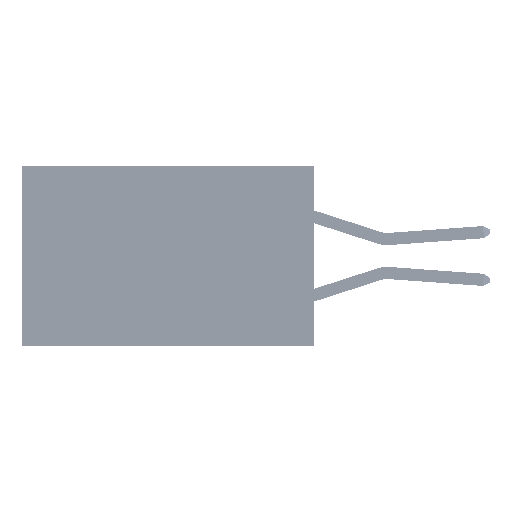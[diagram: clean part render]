
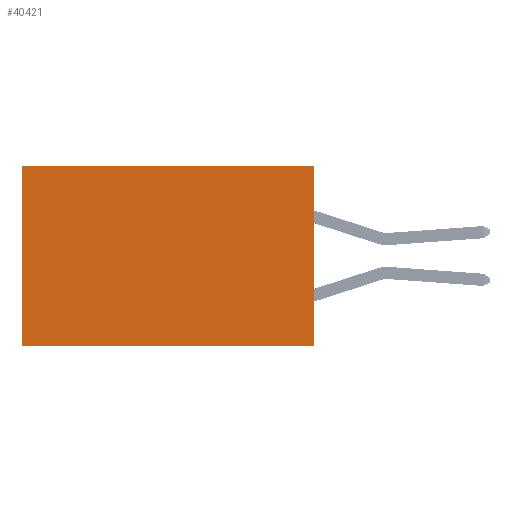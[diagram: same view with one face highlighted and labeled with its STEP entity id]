
A CAD part, left-side view. The second image highlights one B-rep face of the part: STEP entity #40421.
In plain terms, the highlighted planar face has unit normal (-1, 0, 0).
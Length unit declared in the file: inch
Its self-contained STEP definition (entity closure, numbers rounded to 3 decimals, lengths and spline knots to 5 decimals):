
#65 = DIRECTION ( 'NONE',  ( 0., 0., -1. ) ) ;
#361 = PLANE ( 'NONE',  #11045 ) ;
#3057 = ORIENTED_EDGE ( 'NONE', *, *, #38321, .F. ) ;
#3886 = DIRECTION ( 'NONE',  ( 1., 0., 0. ) ) ;
#4021 = CARTESIAN_POINT ( 'NONE',  ( 0.2875, 0.6, 0. ) ) ;
#5345 = CARTESIAN_POINT ( 'NONE',  ( 0.2875, 0., 0. ) ) ;
#6113 = VECTOR ( 'NONE', #65, 39.37008 ) ;
#6657 = ORIENTED_EDGE ( 'NONE', *, *, #34155, .T. ) ;
#8225 = CARTESIAN_POINT ( 'NONE',  ( 0.2875, 0.6, 0. ) ) ;
#9324 = EDGE_LOOP ( 'NONE', ( #6657, #22108, #3057, #34580 ) ) ;
#10972 = DIRECTION ( 'NONE',  ( 0., 1., 0. ) ) ;
#11045 = AXIS2_PLACEMENT_3D ( 'NONE', #42129, #3886, #28253 ) ;
#11722 = DIRECTION ( 'NONE',  ( 0., 0., -1. ) ) ;
#15054 = CARTESIAN_POINT ( 'NONE',  ( 0.2875, 0., 0. ) ) ;
#15425 = VECTOR ( 'NONE', #10972, 39.37008 ) ;
#16350 = VECTOR ( 'NONE', #11722, 39.37008 ) ;
#17434 = CARTESIAN_POINT ( 'NONE',  ( 0.2875, 0., 0. ) ) ;
#17675 = CARTESIAN_POINT ( 'NONE',  ( 0.2875, 0., -0.37 ) ) ;
#19745 = VERTEX_POINT ( 'NONE', #4021 ) ;
#22108 = ORIENTED_EDGE ( 'NONE', *, *, #43975, .F. ) ;
#23260 = VERTEX_POINT ( 'NONE', #34752 ) ;
#23285 = VERTEX_POINT ( 'NONE', #17675 ) ;
#24715 = LINE ( 'NONE', #42077, #15425 ) ;
#25583 = DIRECTION ( 'NONE',  ( 0., 1., 0. ) ) ;
#28253 = DIRECTION ( 'NONE',  ( 0., 0., -1. ) ) ;
#34155 = EDGE_CURVE ( 'NONE', #19745, #23260, #44159, .T. ) ;
#34580 = ORIENTED_EDGE ( 'NONE', *, *, #37385, .T. ) ;
#34752 = CARTESIAN_POINT ( 'NONE',  ( 0.2875, 0.6, -0.37 ) ) ;
#35598 = VERTEX_POINT ( 'NONE', #5345 ) ;
#36180 = LINE ( 'NONE', #15054, #44330 ) ;
#37385 = EDGE_CURVE ( 'NONE', #35598, #19745, #36180, .T. ) ;
#38321 = EDGE_CURVE ( 'NONE', #35598, #23285, #42075, .T. ) ;
#39743 = FACE_OUTER_BOUND ( 'NONE', #9324, .T. ) ;
#40421 = ADVANCED_FACE ( 'NONE', ( #39743 ), #361, .F. ) ;
#42075 = LINE ( 'NONE', #17434, #6113 ) ;
#42077 = CARTESIAN_POINT ( 'NONE',  ( 0.2875, 0., -0.37 ) ) ;
#42129 = CARTESIAN_POINT ( 'NONE',  ( 0.2875, 0., 0. ) ) ;
#43975 = EDGE_CURVE ( 'NONE', #23285, #23260, #24715, .T. ) ;
#44159 = LINE ( 'NONE', #8225, #16350 ) ;
#44330 = VECTOR ( 'NONE', #25583, 39.37008 ) ;
